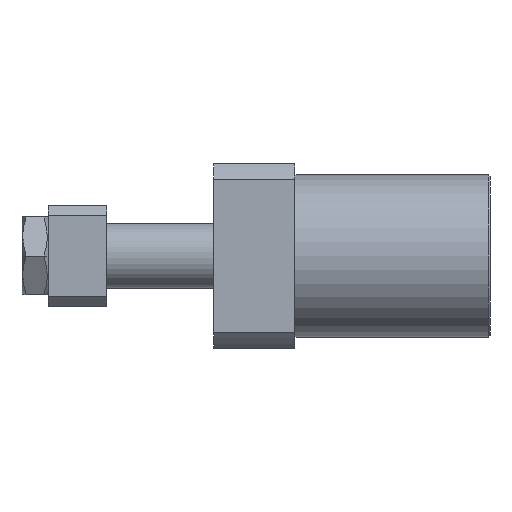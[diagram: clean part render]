
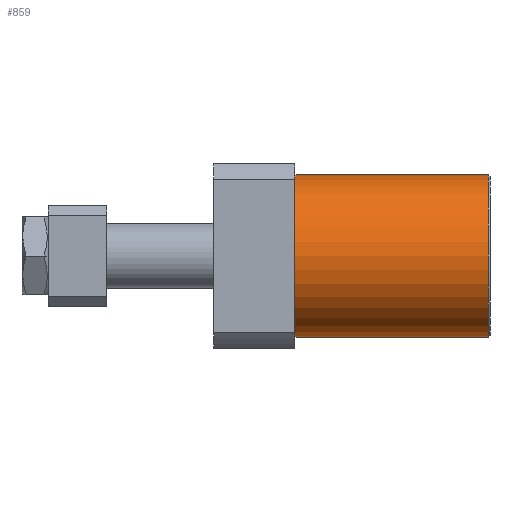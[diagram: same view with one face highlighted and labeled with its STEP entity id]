
A CAD part, left-side view. The second image highlights one B-rep face of the part: STEP entity #859.
In plain terms, the highlighted cylindrical face has radius 25 mm (diameter 50 mm), a partial arc.
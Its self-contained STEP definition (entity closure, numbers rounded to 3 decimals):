
#149 = AXIS2_PLACEMENT_3D ( 'NONE', #5751, #5753, #5755 ) ;
#692 = CIRCLE ( 'NONE', #1705, 25. ) ;
#859 = ADVANCED_FACE ( 'NONE', ( #2127 ), #2121, .T. ) ;
#1046 = VERTEX_POINT ( 'NONE', #5091 ) ;
#1065 = VERTEX_POINT ( 'NONE', #5081 ) ;
#1149 = ORIENTED_EDGE ( 'NONE', *, *, #4028, .T. ) ;
#1217 = ORIENTED_EDGE ( 'NONE', *, *, #3925, .F. ) ;
#1218 = ORIENTED_EDGE ( 'NONE', *, *, #3912, .T. ) ;
#1277 = ORIENTED_EDGE ( 'NONE', *, *, #3913, .F. ) ;
#1301 = VERTEX_POINT ( 'NONE', #5012 ) ;
#1510 = VERTEX_POINT ( 'NONE', #4878 ) ;
#1691 = AXIS2_PLACEMENT_3D ( 'NONE', #2913, #2912, #2910 ) ;
#1705 = AXIS2_PLACEMENT_3D ( 'NONE', #3365, #3366, #3367 ) ;
#1838 = CIRCLE ( 'NONE', #1691, 25. ) ;
#1853 = VECTOR ( 'NONE', #3123, 1000. ) ;
#1855 = VECTOR ( 'NONE', #3122, 1000. ) ;
#1858 = LINE ( 'NONE', #3055, #1855 ) ;
#1865 = LINE ( 'NONE', #3038, #1853 ) ;
#2121 = CYLINDRICAL_SURFACE ( 'NONE', #149, 25. ) ;
#2127 = FACE_OUTER_BOUND ( 'NONE', #3439, .T. ) ;
#2910 = DIRECTION ( 'NONE',  ( 0., 0., 1. ) ) ;
#2912 = DIRECTION ( 'NONE',  ( 0., 1., 0. ) ) ;
#2913 = CARTESIAN_POINT ( 'NONE',  ( 0., 60., 0. ) ) ;
#3038 = CARTESIAN_POINT ( 'NONE',  ( 0., 60., 25. ) ) ;
#3055 = CARTESIAN_POINT ( 'NONE',  ( 0., 60., -25. ) ) ;
#3122 = DIRECTION ( 'NONE',  ( 0., -1., 0. ) ) ;
#3123 = DIRECTION ( 'NONE',  ( 0., -1., 0. ) ) ;
#3365 = CARTESIAN_POINT ( 'NONE',  ( 0., 0.5, 0. ) ) ;
#3366 = DIRECTION ( 'NONE',  ( 0., 1., 0. ) ) ;
#3367 = DIRECTION ( 'NONE',  ( 0., 0., 1. ) ) ;
#3439 = EDGE_LOOP ( 'NONE', ( #1277, #1217, #1218, #1149 ) ) ;
#3912 = EDGE_CURVE ( 'NONE', #1046, #1065, #1858, .T. ) ;
#3913 = EDGE_CURVE ( 'NONE', #1510, #1301, #1865, .T. ) ;
#3925 = EDGE_CURVE ( 'NONE', #1046, #1510, #1838, .T. ) ;
#4028 = EDGE_CURVE ( 'NONE', #1065, #1301, #692, .T. ) ;
#4878 = CARTESIAN_POINT ( 'NONE',  ( 0., 60., 25. ) ) ;
#5012 = CARTESIAN_POINT ( 'NONE',  ( 0., 0.5, 25. ) ) ;
#5081 = CARTESIAN_POINT ( 'NONE',  ( 0., 0.5, -25. ) ) ;
#5091 = CARTESIAN_POINT ( 'NONE',  ( 0., 60., -25. ) ) ;
#5751 = CARTESIAN_POINT ( 'NONE',  ( 0., 60., 0. ) ) ;
#5753 = DIRECTION ( 'NONE',  ( 0., -1., 0. ) ) ;
#5755 = DIRECTION ( 'NONE',  ( 0., 0., -1. ) ) ;
